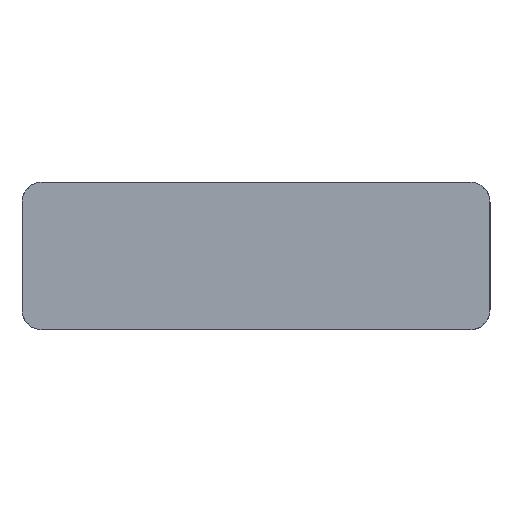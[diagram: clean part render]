
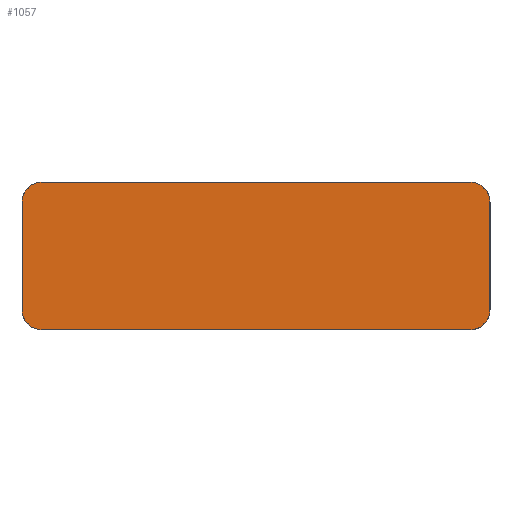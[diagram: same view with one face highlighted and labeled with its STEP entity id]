
A CAD part, top view. The second image highlights one B-rep face of the part: STEP entity #1057.
In plain terms, the highlighted planar face has unit normal (0, 0, 1).
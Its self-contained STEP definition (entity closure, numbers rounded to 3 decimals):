
#34 = VERTEX_POINT ( 'NONE', #957 ) ;
#109 = AXIS2_PLACEMENT_3D ( 'NONE', #1440, #1438, #1437 ) ;
#126 = CARTESIAN_POINT ( 'NONE',  ( -33.375, -11.55, 10. ) ) ;
#148 = ORIENTED_EDGE ( 'NONE', *, *, #740, .T. ) ;
#166 = VERTEX_POINT ( 'NONE', #253 ) ;
#174 = ORIENTED_EDGE ( 'NONE', *, *, #1734, .T. ) ;
#252 = CARTESIAN_POINT ( 'NONE',  ( -33.375, 11.55, 10. ) ) ;
#253 = CARTESIAN_POINT ( 'NONE',  ( -36.55, -8.375, 10. ) ) ;
#280 = DIRECTION ( 'NONE',  ( 1., 0., 0. ) ) ;
#285 = CARTESIAN_POINT ( 'NONE',  ( -33.375, -8.375, 10. ) ) ;
#286 = DIRECTION ( 'NONE',  ( 0., 0., 1. ) ) ;
#292 = PLANE ( 'NONE',  #1311 ) ;
#316 = CARTESIAN_POINT ( 'NONE',  ( 33.375, -8.375, 10. ) ) ;
#397 = DIRECTION ( 'NONE',  ( -1., 0., 0. ) ) ;
#416 = CARTESIAN_POINT ( 'NONE',  ( 33.375, 11.55, 10. ) ) ;
#428 = ORIENTED_EDGE ( 'NONE', *, *, #565, .T. ) ;
#430 = CIRCLE ( 'NONE', #997, 3.175 ) ;
#433 = EDGE_CURVE ( 'NONE', #517, #856, #1794, .T. ) ;
#441 = DIRECTION ( 'NONE',  ( 0., 0., 1. ) ) ;
#446 = VECTOR ( 'NONE', #1197, 1000. ) ;
#474 = VECTOR ( 'NONE', #397, 1000. ) ;
#517 = VERTEX_POINT ( 'NONE', #1329 ) ;
#552 = AXIS2_PLACEMENT_3D ( 'NONE', #690, #682, #677 ) ;
#565 = EDGE_CURVE ( 'NONE', #34, #517, #1250, .T. ) ;
#584 = DIRECTION ( 'NONE',  ( 0., 0., 1. ) ) ;
#672 = VERTEX_POINT ( 'NONE', #1048 ) ;
#677 = DIRECTION ( 'NONE',  ( 1., 0., 0. ) ) ;
#682 = DIRECTION ( 'NONE',  ( 0., 0., 1. ) ) ;
#690 = CARTESIAN_POINT ( 'NONE',  ( -33.375, 8.375, 10. ) ) ;
#740 = EDGE_CURVE ( 'NONE', #672, #166, #934, .T. ) ;
#750 = VERTEX_POINT ( 'NONE', #912 ) ;
#771 = ORIENTED_EDGE ( 'NONE', *, *, #1764, .T. ) ;
#854 = LINE ( 'NONE', #1545, #1558 ) ;
#856 = VERTEX_POINT ( 'NONE', #1553 ) ;
#866 = EDGE_CURVE ( 'NONE', #1796, #672, #1827, .T. ) ;
#912 = CARTESIAN_POINT ( 'NONE',  ( 33.375, -11.55, 10. ) ) ;
#934 = LINE ( 'NONE', #950, #1630 ) ;
#950 = CARTESIAN_POINT ( 'NONE',  ( -36.55, 8.375, 10. ) ) ;
#957 = CARTESIAN_POINT ( 'NONE',  ( 36.55, -8.375, 10. ) ) ;
#958 = DIRECTION ( 'NONE',  ( 0., -1., 0. ) ) ;
#997 = AXIS2_PLACEMENT_3D ( 'NONE', #285, #584, #1665 ) ;
#1001 = EDGE_CURVE ( 'NONE', #856, #1796, #1596, .T. ) ;
#1048 = CARTESIAN_POINT ( 'NONE',  ( -36.55, 8.375, 10. ) ) ;
#1057 = ADVANCED_FACE ( 'NONE', ( #1511 ), #292, .T. ) ;
#1078 = ORIENTED_EDGE ( 'NONE', *, *, #1001, .T. ) ;
#1178 = AXIS2_PLACEMENT_3D ( 'NONE', #1295, #441, #1434 ) ;
#1194 = CARTESIAN_POINT ( 'NONE',  ( 36.55, -8.375, 10. ) ) ;
#1197 = DIRECTION ( 'NONE',  ( 0., 1., 0. ) ) ;
#1250 = LINE ( 'NONE', #1194, #446 ) ;
#1295 = CARTESIAN_POINT ( 'NONE',  ( 33.375, -8.375, 10. ) ) ;
#1304 = ORIENTED_EDGE ( 'NONE', *, *, #866, .T. ) ;
#1311 = AXIS2_PLACEMENT_3D ( 'NONE', #316, #286, #280 ) ;
#1329 = CARTESIAN_POINT ( 'NONE',  ( 36.55, 8.375, 10. ) ) ;
#1366 = VERTEX_POINT ( 'NONE', #126 ) ;
#1390 = ORIENTED_EDGE ( 'NONE', *, *, #1786, .T. ) ;
#1409 = DIRECTION ( 'NONE',  ( 1., 0., 0. ) ) ;
#1434 = DIRECTION ( 'NONE',  ( 1., 0., 0. ) ) ;
#1437 = DIRECTION ( 'NONE',  ( 1., 0., 0. ) ) ;
#1438 = DIRECTION ( 'NONE',  ( 0., 0., 1. ) ) ;
#1440 = CARTESIAN_POINT ( 'NONE',  ( 33.375, 8.375, 10. ) ) ;
#1511 = FACE_OUTER_BOUND ( 'NONE', #1844, .T. ) ;
#1513 = CIRCLE ( 'NONE', #1178, 3.175 ) ;
#1545 = CARTESIAN_POINT ( 'NONE',  ( -33.375, -11.55, 10. ) ) ;
#1553 = CARTESIAN_POINT ( 'NONE',  ( 33.375, 11.55, 10. ) ) ;
#1558 = VECTOR ( 'NONE', #1409, 1000. ) ;
#1596 = LINE ( 'NONE', #416, #474 ) ;
#1630 = VECTOR ( 'NONE', #958, 1000. ) ;
#1635 = ORIENTED_EDGE ( 'NONE', *, *, #433, .T. ) ;
#1665 = DIRECTION ( 'NONE',  ( 1., 0., 0. ) ) ;
#1734 = EDGE_CURVE ( 'NONE', #1366, #750, #854, .T. ) ;
#1764 = EDGE_CURVE ( 'NONE', #750, #34, #1513, .T. ) ;
#1786 = EDGE_CURVE ( 'NONE', #166, #1366, #430, .T. ) ;
#1794 = CIRCLE ( 'NONE', #109, 3.175 ) ;
#1796 = VERTEX_POINT ( 'NONE', #252 ) ;
#1827 = CIRCLE ( 'NONE', #552, 3.175 ) ;
#1844 = EDGE_LOOP ( 'NONE', ( #771, #428, #1635, #1078, #1304, #148, #1390, #174 ) ) ;
